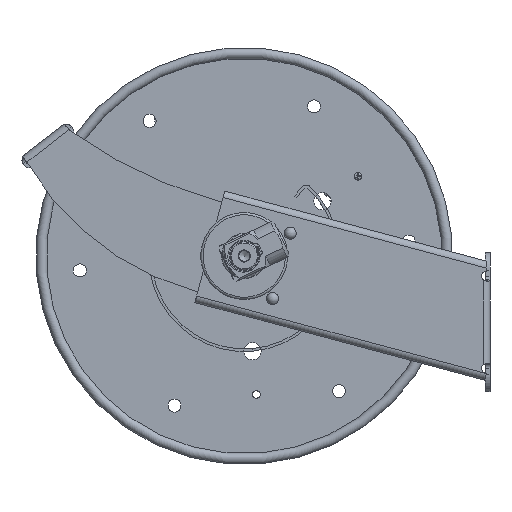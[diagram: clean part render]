
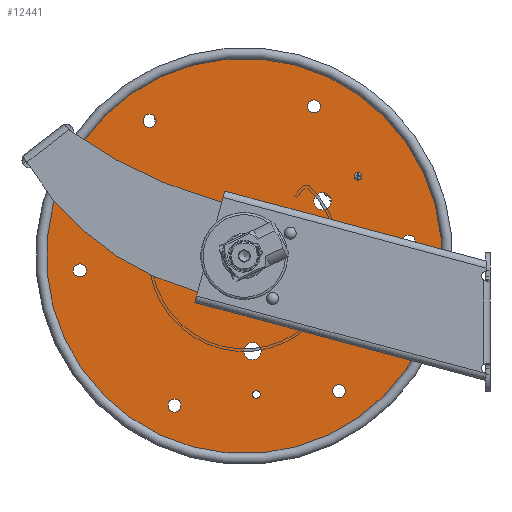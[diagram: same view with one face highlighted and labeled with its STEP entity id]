
A CAD part, left-side view. The second image highlights one B-rep face of the part: STEP entity #12441.
In plain terms, the highlighted planar face has unit normal (-1, 0, 0).
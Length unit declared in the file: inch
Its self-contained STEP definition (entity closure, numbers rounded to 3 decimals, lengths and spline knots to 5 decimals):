
#269=FACE_BOUND('',#1997,.T.);
#270=FACE_BOUND('',#1998,.T.);
#271=FACE_BOUND('',#1999,.T.);
#272=FACE_BOUND('',#2000,.T.);
#273=FACE_BOUND('',#2001,.T.);
#274=FACE_BOUND('',#2002,.T.);
#275=FACE_BOUND('',#2003,.T.);
#276=FACE_BOUND('',#2004,.T.);
#277=FACE_BOUND('',#2005,.T.);
#278=FACE_BOUND('',#2006,.T.);
#279=FACE_BOUND('',#2007,.T.);
#280=FACE_BOUND('',#2008,.T.);
#281=FACE_BOUND('',#2009,.T.);
#553=PLANE('',#13873);
#1280=FACE_OUTER_BOUND('',#1996,.T.);
#1996=EDGE_LOOP('',(#10682));
#1997=EDGE_LOOP('',(#10683));
#1998=EDGE_LOOP('',(#10684));
#1999=EDGE_LOOP('',(#10685));
#2000=EDGE_LOOP('',(#10686));
#2001=EDGE_LOOP('',(#10687));
#2002=EDGE_LOOP('',(#10688));
#2003=EDGE_LOOP('',(#10689));
#2004=EDGE_LOOP('',(#10690));
#2005=EDGE_LOOP('',(#10691));
#2006=EDGE_LOOP('',(#10692));
#2007=EDGE_LOOP('',(#10693));
#2008=EDGE_LOOP('',(#10694));
#2009=EDGE_LOOP('',(#10695));
#2822=CIRCLE('',#13850,0.25);
#2823=CIRCLE('',#13852,0.25);
#2824=CIRCLE('',#13854,0.25);
#2825=CIRCLE('',#13856,0.1095);
#2826=CIRCLE('',#13858,0.1875);
#2827=CIRCLE('',#13860,0.1875);
#2828=CIRCLE('',#13862,0.1875);
#2829=CIRCLE('',#13864,0.1875);
#2830=CIRCLE('',#13866,0.1875);
#2831=CIRCLE('',#13868,0.1875);
#2832=CIRCLE('',#13870,0.1095);
#2833=CIRCLE('',#13872,0.1095);
#2834=CIRCLE('',#13874,5.845);
#2835=CIRCLE('',#13875,0.565);
#5792=VERTEX_POINT('',#23523);
#5793=VERTEX_POINT('',#23527);
#5794=VERTEX_POINT('',#23531);
#5795=VERTEX_POINT('',#23535);
#5796=VERTEX_POINT('',#23539);
#5797=VERTEX_POINT('',#23543);
#5798=VERTEX_POINT('',#23547);
#5799=VERTEX_POINT('',#23551);
#5800=VERTEX_POINT('',#23555);
#5801=VERTEX_POINT('',#23559);
#5802=VERTEX_POINT('',#23563);
#5803=VERTEX_POINT('',#23567);
#5804=VERTEX_POINT('',#23571);
#5805=VERTEX_POINT('',#23573);
#7578=EDGE_CURVE('',#5792,#5792,#2822,.T.);
#7580=EDGE_CURVE('',#5793,#5793,#2823,.T.);
#7582=EDGE_CURVE('',#5794,#5794,#2824,.T.);
#7584=EDGE_CURVE('',#5795,#5795,#2825,.T.);
#7585=EDGE_CURVE('',#5796,#5796,#2826,.T.);
#7587=EDGE_CURVE('',#5797,#5797,#2827,.T.);
#7589=EDGE_CURVE('',#5798,#5798,#2828,.T.);
#7591=EDGE_CURVE('',#5799,#5799,#2829,.T.);
#7593=EDGE_CURVE('',#5800,#5800,#2830,.T.);
#7595=EDGE_CURVE('',#5801,#5801,#2831,.T.);
#7598=EDGE_CURVE('',#5802,#5802,#2832,.T.);
#7600=EDGE_CURVE('',#5803,#5803,#2833,.T.);
#7601=EDGE_CURVE('',#5804,#5804,#2834,.T.);
#7602=EDGE_CURVE('',#5805,#5805,#2835,.T.);
#10682=ORIENTED_EDGE('',*,*,#7601,.F.);
#10683=ORIENTED_EDGE('',*,*,#7602,.T.);
#10684=ORIENTED_EDGE('',*,*,#7578,.T.);
#10685=ORIENTED_EDGE('',*,*,#7580,.T.);
#10686=ORIENTED_EDGE('',*,*,#7582,.T.);
#10687=ORIENTED_EDGE('',*,*,#7584,.T.);
#10688=ORIENTED_EDGE('',*,*,#7585,.T.);
#10689=ORIENTED_EDGE('',*,*,#7587,.T.);
#10690=ORIENTED_EDGE('',*,*,#7589,.T.);
#10691=ORIENTED_EDGE('',*,*,#7591,.T.);
#10692=ORIENTED_EDGE('',*,*,#7593,.T.);
#10693=ORIENTED_EDGE('',*,*,#7595,.T.);
#10694=ORIENTED_EDGE('',*,*,#7598,.T.);
#10695=ORIENTED_EDGE('',*,*,#7600,.T.);
#12441=ADVANCED_FACE('',(#1280,#269,#270,#271,#272,#273,#274,#275,#276,
#277,#278,#279,#280,#281),#553,.T.);
#13850=AXIS2_PLACEMENT_3D('',#23525,#17286,#17287);
#13852=AXIS2_PLACEMENT_3D('',#23529,#17291,#17292);
#13854=AXIS2_PLACEMENT_3D('',#23533,#17296,#17297);
#13856=AXIS2_PLACEMENT_3D('',#23537,#17301,#17302);
#13858=AXIS2_PLACEMENT_3D('',#23540,#17305,#17306);
#13860=AXIS2_PLACEMENT_3D('',#23544,#17310,#17311);
#13862=AXIS2_PLACEMENT_3D('',#23548,#17315,#17316);
#13864=AXIS2_PLACEMENT_3D('',#23552,#17320,#17321);
#13866=AXIS2_PLACEMENT_3D('',#23556,#17325,#17326);
#13868=AXIS2_PLACEMENT_3D('',#23560,#17330,#17331);
#13870=AXIS2_PLACEMENT_3D('',#23565,#17336,#17337);
#13872=AXIS2_PLACEMENT_3D('',#23569,#17341,#17342);
#13873=AXIS2_PLACEMENT_3D('',#23570,#17343,#17344);
#13874=AXIS2_PLACEMENT_3D('',#23572,#17345,#17346);
#13875=AXIS2_PLACEMENT_3D('',#23574,#17347,#17348);
#17286=DIRECTION('center_axis',(1.,0.,0.));
#17287=DIRECTION('ref_axis',(0.,0.574,0.819));
#17291=DIRECTION('center_axis',(1.,0.,0.));
#17292=DIRECTION('ref_axis',(0.,0.574,0.819));
#17296=DIRECTION('center_axis',(1.,0.,0.));
#17297=DIRECTION('ref_axis',(0.,0.574,0.819));
#17301=DIRECTION('center_axis',(1.,0.,0.));
#17302=DIRECTION('ref_axis',(0.,0.574,0.819));
#17305=DIRECTION('center_axis',(1.,0.,0.));
#17306=DIRECTION('ref_axis',(0.,-0.574,-0.819));
#17310=DIRECTION('center_axis',(1.,0.,0.));
#17311=DIRECTION('ref_axis',(0.,-0.996,0.087));
#17315=DIRECTION('center_axis',(1.,0.,0.));
#17316=DIRECTION('ref_axis',(0.,-0.423,0.906));
#17320=DIRECTION('center_axis',(1.,0.,0.));
#17321=DIRECTION('ref_axis',(0.,0.574,0.819));
#17325=DIRECTION('center_axis',(1.,0.,0.));
#17326=DIRECTION('ref_axis',(0.,0.996,-0.087));
#17330=DIRECTION('center_axis',(1.,0.,0.));
#17331=DIRECTION('ref_axis',(0.,0.423,-0.906));
#17336=DIRECTION('center_axis',(1.,0.,0.));
#17337=DIRECTION('ref_axis',(0.,0.423,-0.906));
#17341=DIRECTION('center_axis',(1.,0.,0.));
#17342=DIRECTION('ref_axis',(0.,-0.996,0.087));
#17343=DIRECTION('center_axis',(-1.,0.,0.));
#17344=DIRECTION('ref_axis',(0.,-0.819,0.574));
#17345=DIRECTION('center_axis',(1.,0.,0.));
#17346=DIRECTION('ref_axis',(0.,0.574,0.819));
#17347=DIRECTION('center_axis',(1.,0.,0.));
#17348=DIRECTION('ref_axis',(0.,-0.574,-0.819));
#23523=CARTESIAN_POINT('',(-4.03495,9.42132,2.86273));
#23525=CARTESIAN_POINT('Origin',(-4.03495,9.56473,3.06751));
#23527=CARTESIAN_POINT('',(-4.03495,4.67633,3.27822));
#23529=CARTESIAN_POINT('Origin',(-4.03495,4.81974,3.483));
#23531=CARTESIAN_POINT('',(-4.03495,6.689,-1.0388));
#23533=CARTESIAN_POINT('Origin',(-4.03495,6.83241,-0.83402));
#23535=CARTESIAN_POINT('',(-4.03495,3.73304,4.11035));
#23537=CARTESIAN_POINT('Origin',(-4.03495,3.79586,4.20005));
#23539=CARTESIAN_POINT('',(-4.03495,5.17274,6.36419));
#23540=CARTESIAN_POINT('Origin',(-4.03495,5.06518,6.21061));
#23543=CARTESIAN_POINT('',(-4.03495,9.98386,5.7799));
#23544=CARTESIAN_POINT('Origin',(-4.03495,9.79707,5.79626));
#23547=CARTESIAN_POINT('',(-4.03495,11.88341,1.32121));
#23548=CARTESIAN_POINT('Origin',(-4.03495,11.80419,1.49115));
#23551=CARTESIAN_POINT('',(-4.03495,8.97185,-2.5532));
#23552=CARTESIAN_POINT('Origin',(-4.03495,9.07941,-2.39962));
#23555=CARTESIAN_POINT('',(-4.03495,4.16073,-1.96892));
#23556=CARTESIAN_POINT('Origin',(-4.03495,4.34751,-1.98527));
#23559=CARTESIAN_POINT('',(-4.03495,2.26117,2.48978));
#23560=CARTESIAN_POINT('Origin',(-4.03495,2.3404,2.31984));
#23563=CARTESIAN_POINT('',(-4.03495,10.65138,3.69494));
#23565=CARTESIAN_POINT('Origin',(-4.03495,10.69765,3.59569));
#23567=CARTESIAN_POINT('',(-4.03495,6.83245,-2.08881));
#23569=CARTESIAN_POINT('Origin',(-4.03495,6.72337,-2.07926));
#23570=CARTESIAN_POINT('Origin',(-4.03495,8.74875,4.29934));
#23571=CARTESIAN_POINT('',(-4.03495,10.42521,6.69318));
#23572=CARTESIAN_POINT('Origin',(-4.03495,7.07229,1.90549));
#23573=CARTESIAN_POINT('',(-4.03495,7.3964,2.36829));
#23574=CARTESIAN_POINT('Origin',(-4.03495,7.07229,1.90549));
